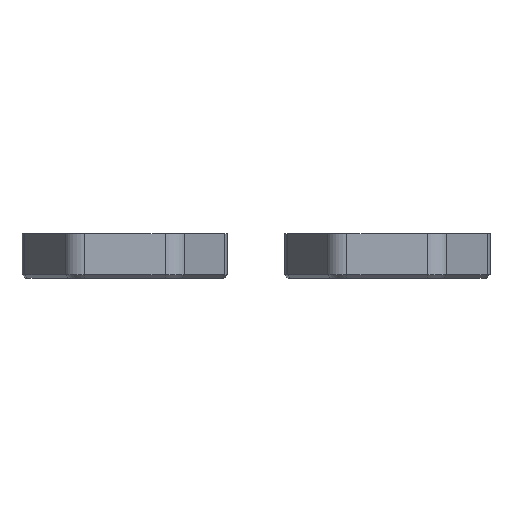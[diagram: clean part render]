
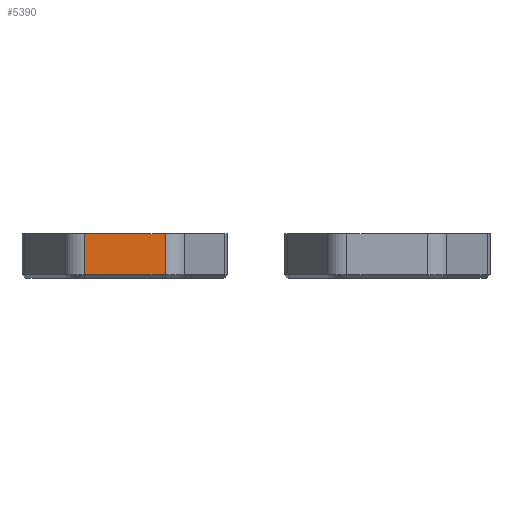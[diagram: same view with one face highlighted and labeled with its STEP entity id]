
A CAD part, left-side view. The second image highlights one B-rep face of the part: STEP entity #5390.
In plain terms, the highlighted planar face has unit normal (-1, 0, 0).
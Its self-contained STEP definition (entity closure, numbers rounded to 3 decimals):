
#1104 = LINE ( 'NONE', #36609, #24193 ) ;
#1607 = VERTEX_POINT ( 'NONE', #20069 ) ;
#1808 = CARTESIAN_POINT ( 'NONE',  ( -22.921, 4.619, 4.5 ) ) ;
#4983 = DIRECTION ( 'NONE',  ( 0., 0., -1. ) ) ;
#5332 = ORIENTED_EDGE ( 'NONE', *, *, #15166, .F. ) ;
#5390 = ADVANCED_FACE ( 'NONE', ( #32754 ), #11566, .F. ) ;
#5418 = DIRECTION ( 'NONE',  ( 0., -1., 0. ) ) ;
#5499 = EDGE_CURVE ( 'NONE', #1607, #39629, #33886, .T. ) ;
#6327 = CARTESIAN_POINT ( 'NONE',  ( -22.921, -4.619, 4.5 ) ) ;
#6733 = DIRECTION ( 'NONE',  ( 0., -1., 0. ) ) ;
#7062 = VECTOR ( 'NONE', #6733, 1000. ) ;
#9147 = ORIENTED_EDGE ( 'NONE', *, *, #5499, .F. ) ;
#10178 = VERTEX_POINT ( 'NONE', #34082 ) ;
#10424 = CARTESIAN_POINT ( 'NONE',  ( -22.921, 4.619, 4.5 ) ) ;
#11459 = CARTESIAN_POINT ( 'NONE',  ( -22.921, -4.619, -0.2 ) ) ;
#11566 = PLANE ( 'NONE',  #42538 ) ;
#12920 = DIRECTION ( 'NONE',  ( 0., 0., -1. ) ) ;
#15166 = EDGE_CURVE ( 'NONE', #10178, #1607, #37912, .T. ) ;
#17056 = ORIENTED_EDGE ( 'NONE', *, *, #24865, .T. ) ;
#17121 = EDGE_LOOP ( 'NONE', ( #43392, #17056, #9147, #5332 ) ) ;
#18765 = CARTESIAN_POINT ( 'NONE',  ( -22.921, 4.619, -0.2 ) ) ;
#19177 = VECTOR ( 'NONE', #27750, 1000. ) ;
#20069 = CARTESIAN_POINT ( 'NONE',  ( -22.921, -4.619, 4.5 ) ) ;
#24193 = VECTOR ( 'NONE', #5418, 1000. ) ;
#24865 = EDGE_CURVE ( 'NONE', #31714, #39629, #1104, .T. ) ;
#27296 = VECTOR ( 'NONE', #12920, 1000. ) ;
#27750 = DIRECTION ( 'NONE',  ( 0., 0., -1. ) ) ;
#31714 = VERTEX_POINT ( 'NONE', #18765 ) ;
#32754 = FACE_OUTER_BOUND ( 'NONE', #17121, .T. ) ;
#33886 = LINE ( 'NONE', #6327, #27296 ) ;
#34082 = CARTESIAN_POINT ( 'NONE',  ( -22.921, 4.619, 4.5 ) ) ;
#35130 = EDGE_CURVE ( 'NONE', #10178, #31714, #45020, .T. ) ;
#35942 = DIRECTION ( 'NONE',  ( 1., 0., 0. ) ) ;
#36609 = CARTESIAN_POINT ( 'NONE',  ( -22.921, 4.619, -0.2 ) ) ;
#37912 = LINE ( 'NONE', #41545, #7062 ) ;
#39629 = VERTEX_POINT ( 'NONE', #11459 ) ;
#41545 = CARTESIAN_POINT ( 'NONE',  ( -22.921, 4.619, 4.5 ) ) ;
#42538 = AXIS2_PLACEMENT_3D ( 'NONE', #1808, #35942, #4983 ) ;
#43392 = ORIENTED_EDGE ( 'NONE', *, *, #35130, .T. ) ;
#45020 = LINE ( 'NONE', #10424, #19177 ) ;
